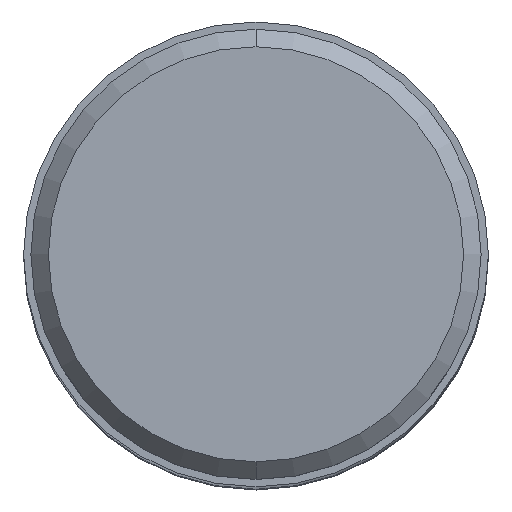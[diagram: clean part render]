
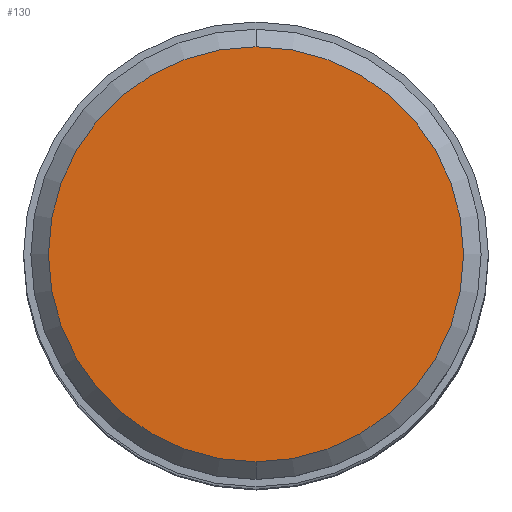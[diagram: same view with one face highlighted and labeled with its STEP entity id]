
A CAD part, top view. The second image highlights one B-rep face of the part: STEP entity #130.
In plain terms, the highlighted planar face has unit normal (0, 0, 1).
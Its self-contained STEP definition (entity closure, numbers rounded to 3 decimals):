
#34=PLANE('',#1016);
#130=ADVANCED_FACE('',(#193),#34,.F.);
#193=FACE_OUTER_BOUND('',#245,.T.);
#245=EDGE_LOOP('',(#429,#430));
#429=ORIENTED_EDGE('',*,*,#641,.T.);
#430=ORIENTED_EDGE('',*,*,#642,.T.);
#538=VERTEX_POINT('',#2360);
#539=VERTEX_POINT('',#2361);
#641=EDGE_CURVE('',#538,#539,#761,.T.);
#642=EDGE_CURVE('',#539,#538,#762,.T.);
#761=CIRCLE('',#1014,14.175);
#762=CIRCLE('',#1015,14.175);
#1014=AXIS2_PLACEMENT_3D('',#2359,#1243,#1244);
#1015=AXIS2_PLACEMENT_3D('',#2362,#1245,#1246);
#1016=AXIS2_PLACEMENT_3D('',#2363,#1247,#1248);
#1243=DIRECTION('',(0.,0.,1.));
#1244=DIRECTION('',(0.,-1.,0.));
#1245=DIRECTION('',(0.,0.,1.));
#1246=DIRECTION('',(0.,1.,0.));
#1247=DIRECTION('',(0.,0.,-1.));
#1248=DIRECTION('',(-1.,0.,0.));
#2359=CARTESIAN_POINT('',(0.,0.,42.863));
#2360=CARTESIAN_POINT('',(0.,-14.175,42.863));
#2361=CARTESIAN_POINT('',(0.,14.175,42.863));
#2362=CARTESIAN_POINT('',(0.,0.,42.863));
#2363=CARTESIAN_POINT('',(0.,0.,42.863));
